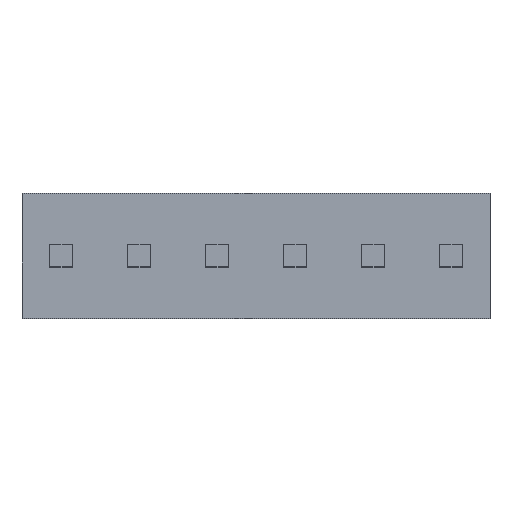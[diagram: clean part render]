
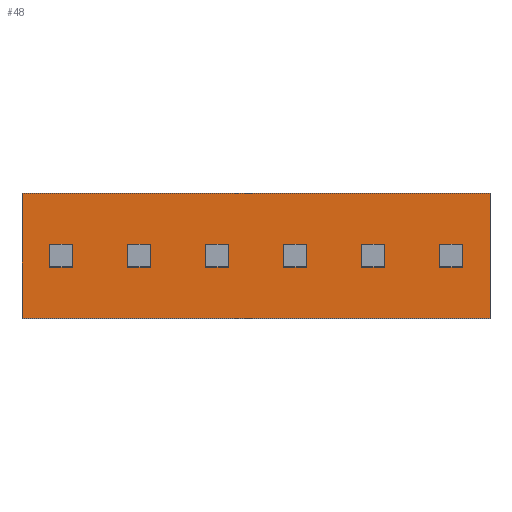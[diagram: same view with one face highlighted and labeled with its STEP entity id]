
A CAD part, top view. The second image highlights one B-rep face of the part: STEP entity #48.
In plain terms, the highlighted planar face has unit normal (0, 0, 1).
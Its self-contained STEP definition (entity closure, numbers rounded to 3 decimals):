
#48=ADVANCED_FACE('',(#121,#122,#123,#124,#125,#126,#127),#128,.T.);
#121=FACE_OUTER_BOUND('',#273,.T.);
#122=FACE_BOUND('',#274,.T.);
#123=FACE_BOUND('',#275,.T.);
#124=FACE_BOUND('',#276,.T.);
#125=FACE_BOUND('',#277,.T.);
#126=FACE_BOUND('',#278,.T.);
#127=FACE_BOUND('',#279,.T.);
#128=PLANE('',#280);
#273=EDGE_LOOP('',(#439,#440,#441,#442));
#274=EDGE_LOOP('',(#443,#444,#445,#446));
#275=EDGE_LOOP('',(#447,#448,#449,#450));
#276=EDGE_LOOP('',(#451,#452,#453,#454));
#277=EDGE_LOOP('',(#455,#456,#457,#458));
#278=EDGE_LOOP('',(#459,#460,#461,#462));
#279=EDGE_LOOP('',(#463,#464,#465,#466));
#280=AXIS2_PLACEMENT_3D('',#467,#468,#469);
#439=ORIENTED_EDGE('',*,*,#977,.T.);
#440=ORIENTED_EDGE('',*,*,#978,.F.);
#441=ORIENTED_EDGE('',*,*,#979,.F.);
#442=ORIENTED_EDGE('',*,*,#967,.T.);
#443=ORIENTED_EDGE('',*,*,#980,.T.);
#444=ORIENTED_EDGE('',*,*,#981,.F.);
#445=ORIENTED_EDGE('',*,*,#982,.F.);
#446=ORIENTED_EDGE('',*,*,#983,.T.);
#447=ORIENTED_EDGE('',*,*,#984,.T.);
#448=ORIENTED_EDGE('',*,*,#985,.F.);
#449=ORIENTED_EDGE('',*,*,#986,.F.);
#450=ORIENTED_EDGE('',*,*,#987,.T.);
#451=ORIENTED_EDGE('',*,*,#988,.T.);
#452=ORIENTED_EDGE('',*,*,#989,.F.);
#453=ORIENTED_EDGE('',*,*,#990,.F.);
#454=ORIENTED_EDGE('',*,*,#991,.T.);
#455=ORIENTED_EDGE('',*,*,#992,.T.);
#456=ORIENTED_EDGE('',*,*,#993,.F.);
#457=ORIENTED_EDGE('',*,*,#994,.F.);
#458=ORIENTED_EDGE('',*,*,#995,.T.);
#459=ORIENTED_EDGE('',*,*,#996,.T.);
#460=ORIENTED_EDGE('',*,*,#997,.F.);
#461=ORIENTED_EDGE('',*,*,#998,.F.);
#462=ORIENTED_EDGE('',*,*,#999,.T.);
#463=ORIENTED_EDGE('',*,*,#1000,.T.);
#464=ORIENTED_EDGE('',*,*,#1001,.F.);
#465=ORIENTED_EDGE('',*,*,#1002,.F.);
#466=ORIENTED_EDGE('',*,*,#1003,.T.);
#467=CARTESIAN_POINT('',(-11.887,3.175,0.0));
#468=DIRECTION('',(0.0,0.0,1.0));
#469=DIRECTION('',(1.0,0.0,0.0));
#967=EDGE_CURVE('',#1135,#1136,#1137,.T.);
#977=EDGE_CURVE('',#1136,#1153,#1155,.T.);
#978=EDGE_CURVE('',#1156,#1153,#1157,.T.);
#979=EDGE_CURVE('',#1135,#1156,#1158,.T.);
#980=EDGE_CURVE('',#1159,#1160,#1161,.T.);
#981=EDGE_CURVE('',#1162,#1160,#1163,.T.);
#982=EDGE_CURVE('',#1164,#1162,#1165,.T.);
#983=EDGE_CURVE('',#1164,#1159,#1166,.T.);
#984=EDGE_CURVE('',#1167,#1168,#1169,.T.);
#985=EDGE_CURVE('',#1170,#1168,#1171,.T.);
#986=EDGE_CURVE('',#1172,#1170,#1173,.T.);
#987=EDGE_CURVE('',#1172,#1167,#1174,.T.);
#988=EDGE_CURVE('',#1175,#1176,#1177,.T.);
#989=EDGE_CURVE('',#1178,#1176,#1179,.T.);
#990=EDGE_CURVE('',#1180,#1178,#1181,.T.);
#991=EDGE_CURVE('',#1180,#1175,#1182,.T.);
#992=EDGE_CURVE('',#1183,#1184,#1185,.T.);
#993=EDGE_CURVE('',#1186,#1184,#1187,.T.);
#994=EDGE_CURVE('',#1188,#1186,#1189,.T.);
#995=EDGE_CURVE('',#1188,#1183,#1190,.T.);
#996=EDGE_CURVE('',#1191,#1192,#1193,.T.);
#997=EDGE_CURVE('',#1194,#1192,#1195,.T.);
#998=EDGE_CURVE('',#1196,#1194,#1197,.T.);
#999=EDGE_CURVE('',#1196,#1191,#1198,.T.);
#1000=EDGE_CURVE('',#1199,#1200,#1201,.T.);
#1001=EDGE_CURVE('',#1202,#1200,#1203,.T.);
#1002=EDGE_CURVE('',#1204,#1202,#1205,.T.);
#1003=EDGE_CURVE('',#1204,#1199,#1206,.T.);
#1135=VERTEX_POINT('',#1415);
#1136=VERTEX_POINT('',#1416);
#1137=LINE('',#1417,#1418);
#1153=VERTEX_POINT('',#1442);
#1155=LINE('',#1445,#1446);
#1156=VERTEX_POINT('',#1447);
#1157=LINE('',#1448,#1449);
#1158=LINE('',#1450,#1451);
#1159=VERTEX_POINT('',#1452);
#1160=VERTEX_POINT('',#1453);
#1161=LINE('',#1454,#1455);
#1162=VERTEX_POINT('',#1456);
#1163=LINE('',#1457,#1458);
#1164=VERTEX_POINT('',#1459);
#1165=LINE('',#1460,#1461);
#1166=LINE('',#1462,#1463);
#1167=VERTEX_POINT('',#1464);
#1168=VERTEX_POINT('',#1465);
#1169=LINE('',#1466,#1467);
#1170=VERTEX_POINT('',#1468);
#1171=LINE('',#1469,#1470);
#1172=VERTEX_POINT('',#1471);
#1173=LINE('',#1472,#1473);
#1174=LINE('',#1474,#1475);
#1175=VERTEX_POINT('',#1476);
#1176=VERTEX_POINT('',#1477);
#1177=LINE('',#1478,#1479);
#1178=VERTEX_POINT('',#1480);
#1179=LINE('',#1481,#1482);
#1180=VERTEX_POINT('',#1483);
#1181=LINE('',#1484,#1485);
#1182=LINE('',#1486,#1487);
#1183=VERTEX_POINT('',#1488);
#1184=VERTEX_POINT('',#1489);
#1185=LINE('',#1490,#1491);
#1186=VERTEX_POINT('',#1492);
#1187=LINE('',#1493,#1494);
#1188=VERTEX_POINT('',#1495);
#1189=LINE('',#1496,#1497);
#1190=LINE('',#1498,#1499);
#1191=VERTEX_POINT('',#1500);
#1192=VERTEX_POINT('',#1501);
#1193=LINE('',#1502,#1503);
#1194=VERTEX_POINT('',#1504);
#1195=LINE('',#1505,#1506);
#1196=VERTEX_POINT('',#1507);
#1197=LINE('',#1508,#1509);
#1198=LINE('',#1510,#1511);
#1199=VERTEX_POINT('',#1512);
#1200=VERTEX_POINT('',#1513);
#1201=LINE('',#1514,#1515);
#1202=VERTEX_POINT('',#1516);
#1203=LINE('',#1517,#1518);
#1204=VERTEX_POINT('',#1519);
#1205=LINE('',#1520,#1521);
#1206=LINE('',#1522,#1523);
#1415=CARTESIAN_POINT('',(-11.887,3.175,0.0));
#1416=CARTESIAN_POINT('',(-11.887,-3.175,0.0));
#1417=CARTESIAN_POINT('',(-11.887,3.175,0.0));
#1418=VECTOR('',#1863,6.35);
#1442=CARTESIAN_POINT('',(11.887,-3.175,0.0));
#1445=CARTESIAN_POINT('',(-11.887,-3.175,0.0));
#1446=VECTOR('',#1873,23.774);
#1447=CARTESIAN_POINT('',(11.887,3.175,0.0));
#1448=CARTESIAN_POINT('',(11.887,3.175,0.0));
#1449=VECTOR('',#1874,6.35);
#1450=CARTESIAN_POINT('',(-11.887,3.175,0.0));
#1451=VECTOR('',#1875,23.774);
#1452=CARTESIAN_POINT('',(9.335,-0.572,0.0));
#1453=CARTESIAN_POINT('',(9.335,0.572,0.0));
#1454=CARTESIAN_POINT('',(9.335,-0.572,0.0));
#1455=VECTOR('',#1876,1.143);
#1456=CARTESIAN_POINT('',(10.478,0.572,0.0));
#1457=CARTESIAN_POINT('',(10.478,0.572,0.0));
#1458=VECTOR('',#1877,1.143);
#1459=CARTESIAN_POINT('',(10.478,-0.572,0.0));
#1460=CARTESIAN_POINT('',(10.478,-0.572,0.0));
#1461=VECTOR('',#1878,1.143);
#1462=CARTESIAN_POINT('',(10.478,-0.572,0.0));
#1463=VECTOR('',#1879,1.143);
#1464=CARTESIAN_POINT('',(5.372,-0.572,0.0));
#1465=CARTESIAN_POINT('',(5.372,0.572,0.0));
#1466=CARTESIAN_POINT('',(5.372,-0.572,0.0));
#1467=VECTOR('',#1880,1.143);
#1468=CARTESIAN_POINT('',(6.515,0.572,0.0));
#1469=CARTESIAN_POINT('',(6.515,0.572,0.0));
#1470=VECTOR('',#1881,1.143);
#1471=CARTESIAN_POINT('',(6.515,-0.572,0.0));
#1472=CARTESIAN_POINT('',(6.515,-0.572,0.0));
#1473=VECTOR('',#1882,1.143);
#1474=CARTESIAN_POINT('',(6.515,-0.572,0.0));
#1475=VECTOR('',#1883,1.143);
#1476=CARTESIAN_POINT('',(1.41,-0.572,0.0));
#1477=CARTESIAN_POINT('',(1.41,0.572,0.0));
#1478=CARTESIAN_POINT('',(1.41,-0.572,0.0));
#1479=VECTOR('',#1884,1.143);
#1480=CARTESIAN_POINT('',(2.553,0.572,0.0));
#1481=CARTESIAN_POINT('',(2.553,0.572,0.0));
#1482=VECTOR('',#1885,1.143);
#1483=CARTESIAN_POINT('',(2.553,-0.572,0.0));
#1484=CARTESIAN_POINT('',(2.553,-0.572,0.0));
#1485=VECTOR('',#1886,1.143);
#1486=CARTESIAN_POINT('',(2.553,-0.572,0.0));
#1487=VECTOR('',#1887,1.143);
#1488=CARTESIAN_POINT('',(-2.553,-0.572,0.0));
#1489=CARTESIAN_POINT('',(-2.553,0.572,0.0));
#1490=CARTESIAN_POINT('',(-2.553,-0.572,0.0));
#1491=VECTOR('',#1888,1.143);
#1492=CARTESIAN_POINT('',(-1.41,0.572,0.0));
#1493=CARTESIAN_POINT('',(-1.41,0.572,0.0));
#1494=VECTOR('',#1889,1.143);
#1495=CARTESIAN_POINT('',(-1.41,-0.572,0.0));
#1496=CARTESIAN_POINT('',(-1.41,-0.572,0.0));
#1497=VECTOR('',#1890,1.143);
#1498=CARTESIAN_POINT('',(-1.41,-0.572,0.0));
#1499=VECTOR('',#1891,1.143);
#1500=CARTESIAN_POINT('',(-6.515,-0.572,0.0));
#1501=CARTESIAN_POINT('',(-6.515,0.572,0.0));
#1502=CARTESIAN_POINT('',(-6.515,-0.572,0.0));
#1503=VECTOR('',#1892,1.143);
#1504=CARTESIAN_POINT('',(-5.372,0.572,0.0));
#1505=CARTESIAN_POINT('',(-5.372,0.572,0.0));
#1506=VECTOR('',#1893,1.143);
#1507=CARTESIAN_POINT('',(-5.372,-0.572,0.0));
#1508=CARTESIAN_POINT('',(-5.372,-0.572,0.0));
#1509=VECTOR('',#1894,1.143);
#1510=CARTESIAN_POINT('',(-5.372,-0.572,0.0));
#1511=VECTOR('',#1895,1.143);
#1512=CARTESIAN_POINT('',(-10.478,-0.572,0.0));
#1513=CARTESIAN_POINT('',(-10.478,0.572,0.0));
#1514=CARTESIAN_POINT('',(-10.478,-0.572,0.0));
#1515=VECTOR('',#1896,1.143);
#1516=CARTESIAN_POINT('',(-9.335,0.572,0.0));
#1517=CARTESIAN_POINT('',(-9.335,0.572,0.0));
#1518=VECTOR('',#1897,1.143);
#1519=CARTESIAN_POINT('',(-9.335,-0.572,0.0));
#1520=CARTESIAN_POINT('',(-9.335,-0.572,0.0));
#1521=VECTOR('',#1898,1.143);
#1522=CARTESIAN_POINT('',(-9.335,-0.572,0.0));
#1523=VECTOR('',#1899,1.143);
#1863=DIRECTION('',(0.0,-1.0,0.0));
#1873=DIRECTION('',(1.0,0.0,0.0));
#1874=DIRECTION('',(0.0,-1.0,0.0));
#1875=DIRECTION('',(1.0,0.0,0.0));
#1876=DIRECTION('',(0.0,1.0,0.0));
#1877=DIRECTION('',(-1.0,0.0,0.0));
#1878=DIRECTION('',(0.0,1.0,0.0));
#1879=DIRECTION('',(-1.0,0.0,0.0));
#1880=DIRECTION('',(0.0,1.0,0.0));
#1881=DIRECTION('',(-1.0,0.0,0.0));
#1882=DIRECTION('',(0.0,1.0,0.0));
#1883=DIRECTION('',(-1.0,0.0,0.0));
#1884=DIRECTION('',(0.0,1.0,0.0));
#1885=DIRECTION('',(-1.0,0.0,0.0));
#1886=DIRECTION('',(0.0,1.0,0.0));
#1887=DIRECTION('',(-1.0,0.0,0.0));
#1888=DIRECTION('',(0.0,1.0,0.0));
#1889=DIRECTION('',(-1.0,0.0,0.0));
#1890=DIRECTION('',(0.0,1.0,0.0));
#1891=DIRECTION('',(-1.0,0.0,0.0));
#1892=DIRECTION('',(0.0,1.0,0.0));
#1893=DIRECTION('',(-1.0,0.0,0.0));
#1894=DIRECTION('',(0.0,1.0,0.0));
#1895=DIRECTION('',(-1.0,0.0,0.0));
#1896=DIRECTION('',(0.0,1.0,0.0));
#1897=DIRECTION('',(-1.0,0.0,0.0));
#1898=DIRECTION('',(0.0,1.0,0.0));
#1899=DIRECTION('',(-1.0,0.0,0.0));
